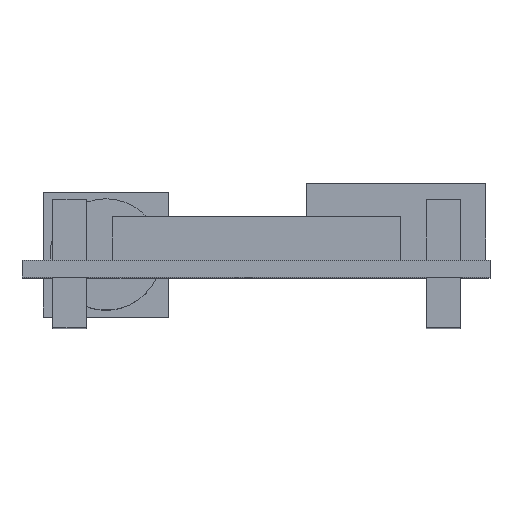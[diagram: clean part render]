
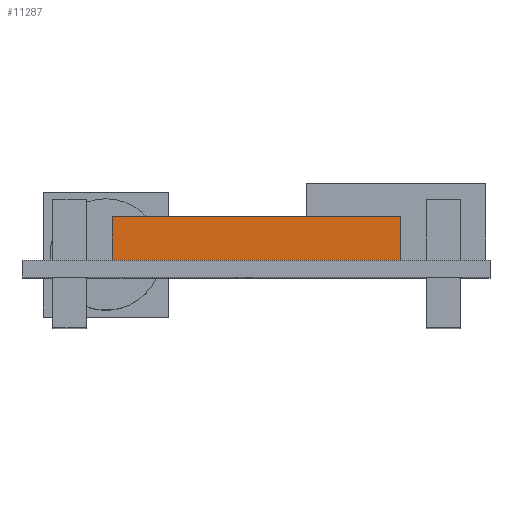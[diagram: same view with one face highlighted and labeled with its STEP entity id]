
A CAD part, top view. The second image highlights one B-rep face of the part: STEP entity #11287.
In plain terms, the highlighted planar face has unit normal (0, 0, 1).
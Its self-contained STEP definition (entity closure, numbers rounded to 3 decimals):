
#17 = VERTEX_POINT ( 'NONE', #3469 ) ;
#445 = EDGE_LOOP ( 'NONE', ( #6287, #2544, #12080, #6147 ) ) ;
#715 = CARTESIAN_POINT ( 'NONE',  ( -8.508, 3.6, 8.252 ) ) ;
#1574 = CARTESIAN_POINT ( 'NONE',  ( -8.508, 3.6, 8.252 ) ) ;
#1884 = EDGE_CURVE ( 'NONE', #5733, #17, #5518, .T. ) ;
#2049 = LINE ( 'NONE', #2863, #8267 ) ;
#2396 = CARTESIAN_POINT ( 'NONE',  ( -8.508, 3.6, 8.252 ) ) ;
#2544 = ORIENTED_EDGE ( 'NONE', *, *, #1884, .F. ) ;
#2638 = DIRECTION ( 'NONE',  ( 1., 0., 0. ) ) ;
#2708 = VECTOR ( 'NONE', #5729, 1000. ) ;
#2863 = CARTESIAN_POINT ( 'NONE',  ( -8.508, 1., 8.252 ) ) ;
#3469 = CARTESIAN_POINT ( 'NONE',  ( 8.525, 1., 8.252 ) ) ;
#4182 = VERTEX_POINT ( 'NONE', #4288 ) ;
#4272 = PLANE ( 'NONE',  #7325 ) ;
#4288 = CARTESIAN_POINT ( 'NONE',  ( -8.508, 1., 8.252 ) ) ;
#4366 = EDGE_CURVE ( 'NONE', #10573, #5733, #9441, .T. ) ;
#4720 = DIRECTION ( 'NONE',  ( 1., 0., 0. ) ) ;
#5518 = LINE ( 'NONE', #8382, #9771 ) ;
#5626 = DIRECTION ( 'NONE',  ( 0., -1., 0. ) ) ;
#5729 = DIRECTION ( 'NONE',  ( 0., -1., 0. ) ) ;
#5733 = VERTEX_POINT ( 'NONE', #7453 ) ;
#6147 = ORIENTED_EDGE ( 'NONE', *, *, #7555, .T. ) ;
#6287 = ORIENTED_EDGE ( 'NONE', *, *, #9988, .T. ) ;
#6338 = DIRECTION ( 'NONE',  ( 0., 0., -1. ) ) ;
#6832 = VECTOR ( 'NONE', #2638, 1000. ) ;
#7325 = AXIS2_PLACEMENT_3D ( 'NONE', #2396, #6338, #8147 ) ;
#7453 = CARTESIAN_POINT ( 'NONE',  ( 8.525, 3.6, 8.252 ) ) ;
#7555 = EDGE_CURVE ( 'NONE', #10573, #4182, #8480, .T. ) ;
#8147 = DIRECTION ( 'NONE',  ( -1., 0., 0. ) ) ;
#8267 = VECTOR ( 'NONE', #4720, 1000. ) ;
#8382 = CARTESIAN_POINT ( 'NONE',  ( 8.525, 3.6, 8.252 ) ) ;
#8480 = LINE ( 'NONE', #715, #2708 ) ;
#9441 = LINE ( 'NONE', #10491, #6832 ) ;
#9771 = VECTOR ( 'NONE', #5626, 1000. ) ;
#9988 = EDGE_CURVE ( 'NONE', #4182, #17, #2049, .T. ) ;
#10344 = FACE_OUTER_BOUND ( 'NONE', #445, .T. ) ;
#10491 = CARTESIAN_POINT ( 'NONE',  ( -8.508, 3.6, 8.252 ) ) ;
#10573 = VERTEX_POINT ( 'NONE', #1574 ) ;
#11287 = ADVANCED_FACE ( 'NONE', ( #10344 ), #4272, .F. ) ;
#12080 = ORIENTED_EDGE ( 'NONE', *, *, #4366, .F. ) ;
